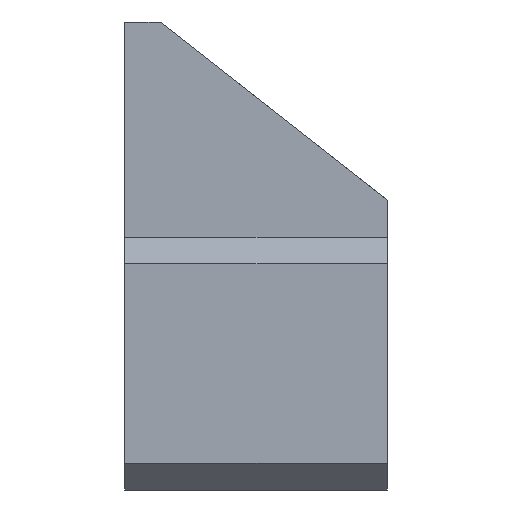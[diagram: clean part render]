
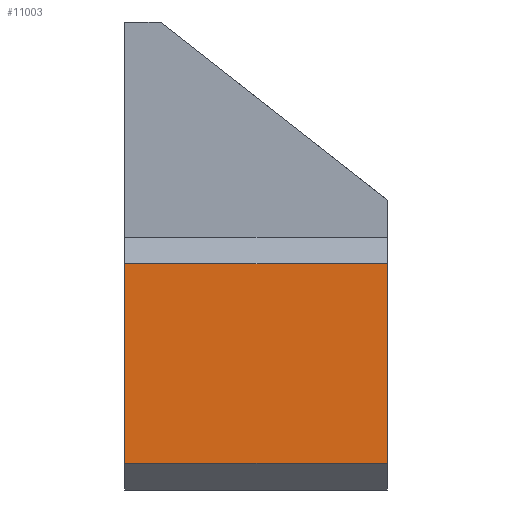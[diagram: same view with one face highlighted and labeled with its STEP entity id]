
A CAD part, left-side view. The second image highlights one B-rep face of the part: STEP entity #11003.
In plain terms, the highlighted planar face has unit normal (-1, 0, 0).
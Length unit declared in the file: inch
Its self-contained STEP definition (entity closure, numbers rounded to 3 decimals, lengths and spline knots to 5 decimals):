
#605=PLANE('',#12373);
#1968=FACE_OUTER_BOUND('',#2733,.T.);
#2733=EDGE_LOOP('',(#9683,#9684,#9685,#9686));
#3619=LINE('',#23812,#4151);
#3635=LINE('',#23852,#4167);
#3637=LINE('',#23856,#4169);
#3638=LINE('',#23857,#4170);
#4151=VECTOR('',#15448,0.3937);
#4167=VECTOR('',#15478,0.3937);
#4169=VECTOR('',#15482,0.3937);
#4170=VECTOR('',#15483,0.3937);
#5336=VERTEX_POINT('',#23809);
#5337=VERTEX_POINT('',#23811);
#5354=VERTEX_POINT('',#23850);
#5355=VERTEX_POINT('',#23855);
#6878=EDGE_CURVE('',#5337,#5336,#3619,.T.);
#6898=EDGE_CURVE('',#5354,#5336,#3635,.T.);
#6900=EDGE_CURVE('',#5355,#5354,#3637,.T.);
#6901=EDGE_CURVE('',#5337,#5355,#3638,.T.);
#9683=ORIENTED_EDGE('',*,*,#6898,.F.);
#9684=ORIENTED_EDGE('',*,*,#6900,.F.);
#9685=ORIENTED_EDGE('',*,*,#6901,.F.);
#9686=ORIENTED_EDGE('',*,*,#6878,.T.);
#11003=ADVANCED_FACE('',(#1968),#605,.T.);
#12373=AXIS2_PLACEMENT_3D('',#23854,#15480,#15481);
#15448=DIRECTION('',(0.,0.,-1.));
#15478=DIRECTION('',(0.,1.,0.));
#15480=DIRECTION('center_axis',(-1.,0.,0.));
#15481=DIRECTION('ref_axis',(0.,0.,-1.));
#15482=DIRECTION('',(0.,0.,-1.));
#15483=DIRECTION('',(0.,-1.,0.));
#23809=CARTESIAN_POINT('',(-0.13336,0.,-0.06467));
#23811=CARTESIAN_POINT('',(-0.13336,0.,0.38271));
#23812=CARTESIAN_POINT('',(-0.13336,0.,0.44271));
#23850=CARTESIAN_POINT('',(-0.13336,-0.59,-0.06467));
#23852=CARTESIAN_POINT('',(-0.13336,0.,-0.06467));
#23854=CARTESIAN_POINT('Origin',(-0.13336,0.,0.44271));
#23855=CARTESIAN_POINT('',(-0.13336,-0.59,0.38271));
#23856=CARTESIAN_POINT('',(-0.13336,-0.59,0.44271));
#23857=CARTESIAN_POINT('',(-0.13336,0.,0.38271));
